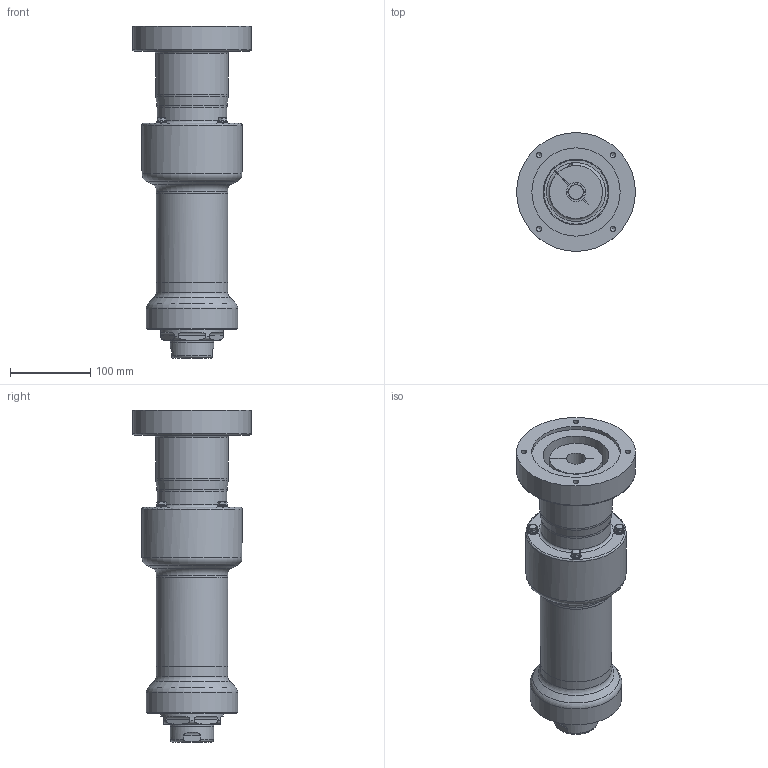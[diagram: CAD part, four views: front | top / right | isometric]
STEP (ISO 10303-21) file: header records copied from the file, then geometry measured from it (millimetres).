
FILE_DESCRIPTION (( 'STEP AP203' ), '1' );
FILE_NAME ('RSH30_RN10_SM0.000_RS-493104-1.step', '2025-07-18T16:16:09', ( '' ), ( '' ), 'SwSTEP 2.0', 'SolidWorks 2024', '' );
FILE_SCHEMA (( 'CONFIG_CONTROL_DESIGN' ));
Length unit declared in the file: inch
Products named in the file (4): tempJoin1_21309003_RSH30_RN10_SM0.000_RS-493104-1; RSH30_RN10_SM0.000_RS-493104-1; tempJoin0_21309067_RSH30_RN10_SM0.000_RS-493104-1; Base_RSH30_RN10_SM0.000_RS-493104-1
Assembly tree (3 placements, depth 2):
  RSH30_RN10_SM0.000_RS-493104-1
    tempJoin1_21309003_RSH30_RN10_SM0.000_RS-493104-1
    tempJoin0_21309067_RSH30_RN10_SM0.000_RS-493104-1
    Base_RSH30_RN10_SM0.000_RS-493104-1
Bounding box: 148 x 148 x 413.59 mm (x, y, z)
Volume: 2935543.6 mm3; surface area: 377331.1 mm2
Topology: 4 solids, 6 shells, 707 faces, 1700 edges, 1039 vertices
Faces by surface type: cylinder 249, bspline 192, plane 143, torus 61, cone 56, sphere 6
Full cylindrical faces by diameter (mm): 4.2 x1, 6.35 x1, 6.528 x2, 6.8 x4, 7.938 x3, 7.949 x1, 8 x1, 8.5 x4, 8.738 x2, 10.2 x4, 11.1 x2, 12.7 x1, 19.05 x1, 24.613 x1, 24.666 x1, 24.8 x1, 38 x1, 53.95 x2, 54.229 x1, 54.991 x1, 68.58 x2, 78 x1, 80.01 x1, 82 x1, 87.08 x1, 89 x1, 89.002 x2, 90.636 x1, 91.376 x1, 110.05 x1
Entity records: 28510 total; most frequent: CARTESIAN_POINT 13663, ORIENTED_EDGE 3062, DIRECTION 2782, EDGE_CURVE 1531, AXIS2_PLACEMENT_3D 1199, VERTEX_POINT 984, EDGE_LOOP 867, FACE_OUTER_BOUND 787
